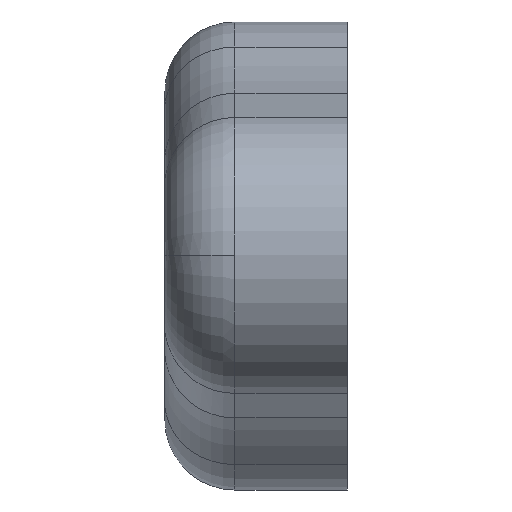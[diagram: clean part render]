
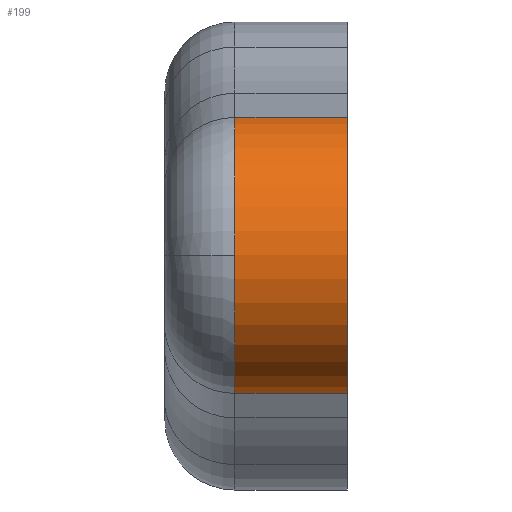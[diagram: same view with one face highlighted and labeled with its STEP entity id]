
A CAD part, top view. The second image highlights one B-rep face of the part: STEP entity #199.
In plain terms, the highlighted cylindrical face has radius 10 mm (diameter 20 mm), a partial arc.
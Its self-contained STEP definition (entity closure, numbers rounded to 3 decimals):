
#31 = CARTESIAN_POINT ( 'NONE',  ( 13., -9.836, 24.304 ) ) ;
#52 = EDGE_LOOP ( 'NONE', ( #1281, #943, #58, #1059, #1160 ) ) ;
#58 = ORIENTED_EDGE ( 'NONE', *, *, #831, .T. ) ;
#99 = CARTESIAN_POINT ( 'NONE',  ( 5., 0., 22.5 ) ) ;
#150 = CARTESIAN_POINT ( 'NONE',  ( 0., -9.836, 24.304 ) ) ;
#186 = CARTESIAN_POINT ( 'NONE',  ( 5., 9.836, 24.304 ) ) ;
#189 = EDGE_CURVE ( 'NONE', #1250, #266, #755, .T. ) ;
#199 = ADVANCED_FACE ( 'NONE', ( #832 ), #1056, .T. ) ;
#203 = AXIS2_PLACEMENT_3D ( 'NONE', #99, #468, #1083 ) ;
#219 = AXIS2_PLACEMENT_3D ( 'NONE', #573, #369, #1147 ) ;
#257 = DIRECTION ( 'NONE',  ( 1., 0., 0. ) ) ;
#266 = VERTEX_POINT ( 'NONE', #1048 ) ;
#269 = AXIS2_PLACEMENT_3D ( 'NONE', #773, #996, #1198 ) ;
#305 = EDGE_CURVE ( 'NONE', #1239, #1117, #646, .T. ) ;
#325 = VECTOR ( 'NONE', #761, 1000. ) ;
#339 = CARTESIAN_POINT ( 'NONE',  ( 5., 0., 22.5 ) ) ;
#362 = AXIS2_PLACEMENT_3D ( 'NONE', #339, #1218, #649 ) ;
#369 = DIRECTION ( 'NONE',  ( 1., 0., 0. ) ) ;
#378 = VERTEX_POINT ( 'NONE', #886 ) ;
#468 = DIRECTION ( 'NONE',  ( 1., 0., 0. ) ) ;
#509 = CIRCLE ( 'NONE', #362, 10. ) ;
#540 = CIRCLE ( 'NONE', #203, 10. ) ;
#573 = CARTESIAN_POINT ( 'NONE',  ( 0., 0., 22.5 ) ) ;
#646 = LINE ( 'NONE', #150, #1043 ) ;
#649 = DIRECTION ( 'NONE',  ( 0., 0., -1. ) ) ;
#755 = LINE ( 'NONE', #1258, #325 ) ;
#761 = DIRECTION ( 'NONE',  ( 1., 0., 0. ) ) ;
#773 = CARTESIAN_POINT ( 'NONE',  ( 13., 0., 22.5 ) ) ;
#831 = EDGE_CURVE ( 'NONE', #378, #1239, #540, .T. ) ;
#832 = FACE_OUTER_BOUND ( 'NONE', #52, .T. ) ;
#875 = CARTESIAN_POINT ( 'NONE',  ( 5., -9.836, 24.304 ) ) ;
#886 = CARTESIAN_POINT ( 'NONE',  ( 5., 0., 32.5 ) ) ;
#895 = EDGE_CURVE ( 'NONE', #266, #1117, #1179, .T. ) ;
#943 = ORIENTED_EDGE ( 'NONE', *, *, #1060, .T. ) ;
#996 = DIRECTION ( 'NONE',  ( 1., 0., 0. ) ) ;
#1043 = VECTOR ( 'NONE', #257, 1000. ) ;
#1048 = CARTESIAN_POINT ( 'NONE',  ( 13., 9.836, 24.304 ) ) ;
#1056 = CYLINDRICAL_SURFACE ( 'NONE', #219, 10. ) ;
#1059 = ORIENTED_EDGE ( 'NONE', *, *, #305, .T. ) ;
#1060 = EDGE_CURVE ( 'NONE', #1250, #378, #509, .T. ) ;
#1083 = DIRECTION ( 'NONE',  ( 0., 0., -1. ) ) ;
#1117 = VERTEX_POINT ( 'NONE', #31 ) ;
#1147 = DIRECTION ( 'NONE',  ( 0., 0., -1. ) ) ;
#1160 = ORIENTED_EDGE ( 'NONE', *, *, #895, .F. ) ;
#1179 = CIRCLE ( 'NONE', #269, 10. ) ;
#1198 = DIRECTION ( 'NONE',  ( 0., 0., -1. ) ) ;
#1218 = DIRECTION ( 'NONE',  ( 1., 0., 0. ) ) ;
#1239 = VERTEX_POINT ( 'NONE', #875 ) ;
#1250 = VERTEX_POINT ( 'NONE', #186 ) ;
#1258 = CARTESIAN_POINT ( 'NONE',  ( 0., 9.836, 24.304 ) ) ;
#1281 = ORIENTED_EDGE ( 'NONE', *, *, #189, .F. ) ;
